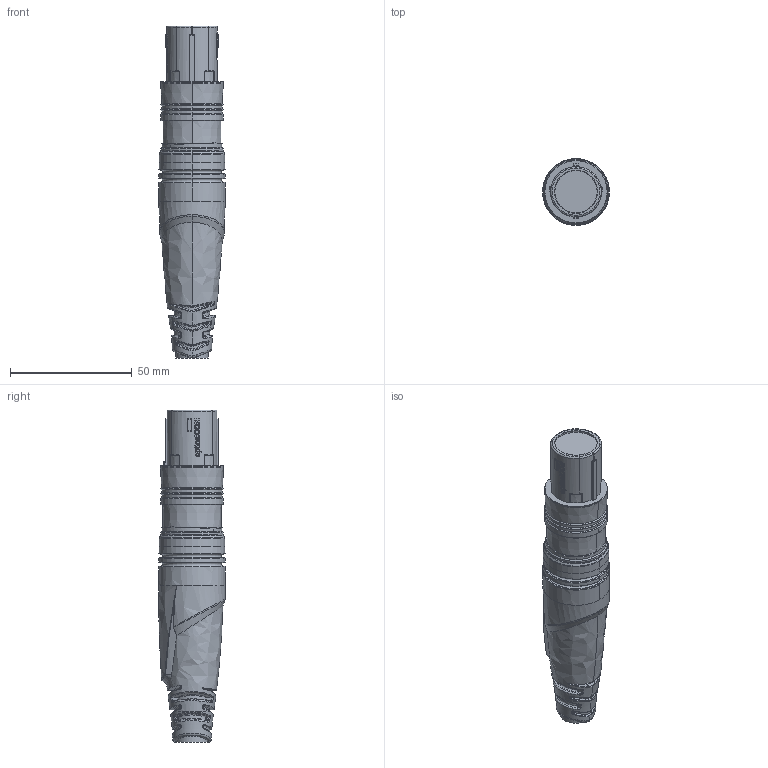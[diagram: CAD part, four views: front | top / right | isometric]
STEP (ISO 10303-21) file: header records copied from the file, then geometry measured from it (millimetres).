
FILE_DESCRIPTION((''),'2;1');
FILE_NAME('30009894','2022-08-11T08:41:16',('SYSTEM'),(''),'CREO PARAMETRIC BY PTC INC, 2021184','CREO PARAMETRIC BY PTC INC, 2021184','');
FILE_SCHEMA(('CONFIG_CONTROL_DESIGN'));
Products named in the file (1): 30009894
Bounding box: 27.48 x 27.5 x 136.5 mm (x, y, z)
Volume: 58583.7 mm3; surface area: 11961.8 mm2
Topology: 1 solids, 1 shells, 1029 faces, 2572 edges, 1593 vertices
Faces by surface type: bspline 283, plane 274, extrusion 198, cylinder 185, cone 40, torus 35, sphere 14
Entity records: 45131 total; most frequent: CARTESIAN_POINT 23576, ORIENTED_EDGE 5144, DIRECTION 3331, EDGE_CURVE 2572, VERTEX_POINT 1593, B_SPLINE_CURVE_WITH_KNOTS 1355, AXIS2_PLACEMENT_3D 1170, EDGE_LOOP 1077
